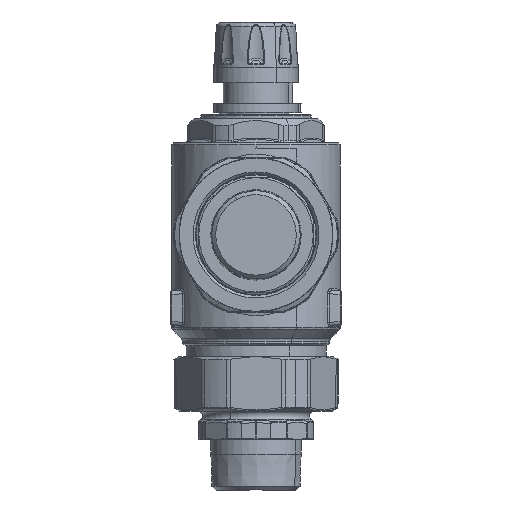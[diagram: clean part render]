
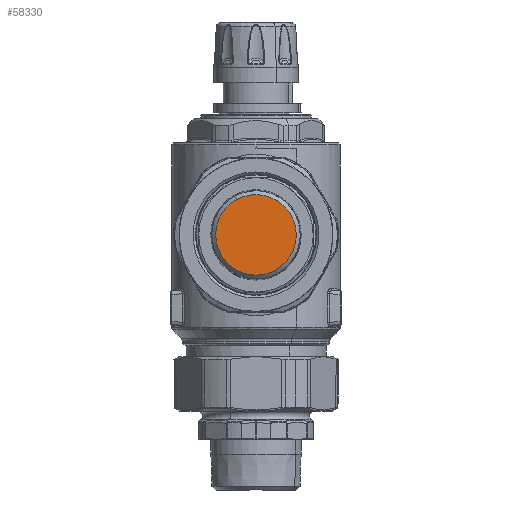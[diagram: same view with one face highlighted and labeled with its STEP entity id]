
A CAD part, front view. The second image highlights one B-rep face of the part: STEP entity #58330.
In plain terms, the highlighted planar face has unit normal (0, -1, 0).
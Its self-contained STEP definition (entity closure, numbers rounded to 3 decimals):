
#56253=CARTESIAN_POINT('Axis2P3D Location',(0.,-127.,0.)) ;
#56257=CARTESIAN_POINT('Vertex',(0.,-127.,-21.474)) ;
#56259=CARTESIAN_POINT('Vertex',(10.295,-127.,-18.845)) ;
#56262=CARTESIAN_POINT('Axis2P3D Location',(0.,-127.,0.)) ;
#56266=CARTESIAN_POINT('Vertex',(-21.474,-127.,0.)) ;
#56269=CARTESIAN_POINT('Axis2P3D Location',(0.,-127.,0.)) ;
#56273=CARTESIAN_POINT('Vertex',(-10.295,-127.,18.845)) ;
#58027=CARTESIAN_POINT('Axis2P3D Location',(0.,-127.,0.)) ;
#58031=CARTESIAN_POINT('Vertex',(0.,-127.,21.474)) ;
#58034=CARTESIAN_POINT('Axis2P3D Location',(0.,-127.,0.)) ;
#58038=CARTESIAN_POINT('Vertex',(21.474,-127.,0.)) ;
#58041=CARTESIAN_POINT('Axis2P3D Location',(0.,-127.,0.)) ;
#58317=CARTESIAN_POINT('Axis2P3D Location',(0.,-127.,-21.681)) ;
#56254=DIRECTION('Axis2P3D Direction',(-0.,1.,0.)) ;
#56263=DIRECTION('Axis2P3D Direction',(-0.,1.,0.)) ;
#56270=DIRECTION('Axis2P3D Direction',(-0.,1.,0.)) ;
#58028=DIRECTION('Axis2P3D Direction',(-0.,1.,0.)) ;
#58035=DIRECTION('Axis2P3D Direction',(-0.,1.,0.)) ;
#58042=DIRECTION('Axis2P3D Direction',(-0.,1.,0.)) ;
#58318=DIRECTION('Axis2P3D Direction',(-0.,1.,0.)) ;
#58319=DIRECTION('Axis2P3D XDirection',(1.,0.,0.)) ;
#56255=AXIS2_PLACEMENT_3D('Circle Axis2P3D',#56253,#56254,$) ;
#56264=AXIS2_PLACEMENT_3D('Circle Axis2P3D',#56262,#56263,$) ;
#56271=AXIS2_PLACEMENT_3D('Circle Axis2P3D',#56269,#56270,$) ;
#58029=AXIS2_PLACEMENT_3D('Circle Axis2P3D',#58027,#58028,$) ;
#58036=AXIS2_PLACEMENT_3D('Circle Axis2P3D',#58034,#58035,$) ;
#58043=AXIS2_PLACEMENT_3D('Circle Axis2P3D',#58041,#58042,$) ;
#58320=AXIS2_PLACEMENT_3D('Plane Axis2P3D',#58317,#58318,#58319) ;
#56256=CIRCLE('generated circle',#56255,21.474) ;
#56265=CIRCLE('generated circle',#56264,21.474) ;
#56272=CIRCLE('generated circle',#56271,21.474) ;
#58030=CIRCLE('generated circle',#58029,21.474) ;
#58037=CIRCLE('generated circle',#58036,21.474) ;
#58044=CIRCLE('generated circle',#58043,21.474) ;
#58321=PLANE('',#58320) ;
#56261=EDGE_CURVE('',#56258,#56260,#56256,.F.) ;
#56268=EDGE_CURVE('',#56267,#56258,#56265,.F.) ;
#56275=EDGE_CURVE('',#56274,#56267,#56272,.F.) ;
#58033=EDGE_CURVE('',#58032,#56274,#58030,.F.) ;
#58040=EDGE_CURVE('',#58039,#58032,#58037,.F.) ;
#58045=EDGE_CURVE('',#56260,#58039,#58044,.F.) ;
#58323=ORIENTED_EDGE('',*,*,#58040,.T.) ;
#58324=ORIENTED_EDGE('',*,*,#58033,.T.) ;
#58325=ORIENTED_EDGE('',*,*,#56275,.T.) ;
#58326=ORIENTED_EDGE('',*,*,#56268,.T.) ;
#58327=ORIENTED_EDGE('',*,*,#56261,.T.) ;
#58328=ORIENTED_EDGE('',*,*,#58045,.T.) ;
#58322=EDGE_LOOP('',(#58323,#58324,#58325,#58326,#58327,#58328)) ;
#56258=VERTEX_POINT('',#56257) ;
#56260=VERTEX_POINT('',#56259) ;
#56267=VERTEX_POINT('',#56266) ;
#56274=VERTEX_POINT('',#56273) ;
#58032=VERTEX_POINT('',#58031) ;
#58039=VERTEX_POINT('',#58038) ;
#58330=ADVANCED_FACE('PartBody',(#58329),#58321,.F.) ;
#58329=FACE_OUTER_BOUND('',#58322,.T.) ;
